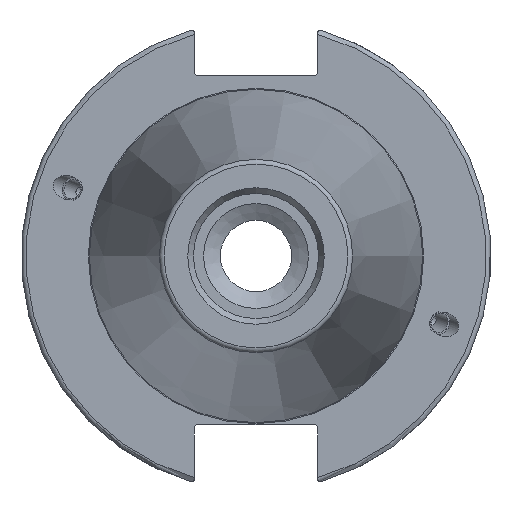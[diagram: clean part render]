
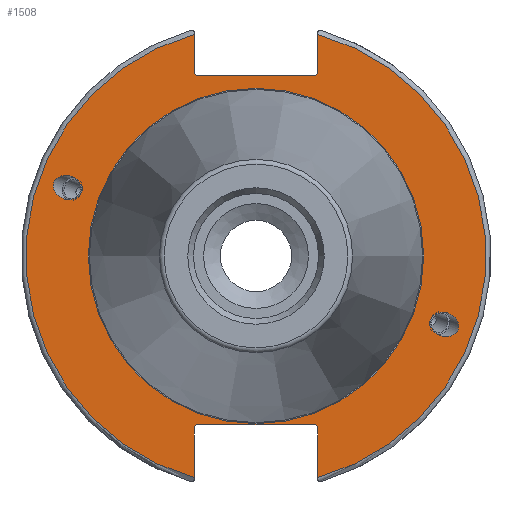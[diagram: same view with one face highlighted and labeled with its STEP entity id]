
A CAD part, left-side view. The second image highlights one B-rep face of the part: STEP entity #1508.
In plain terms, the highlighted planar face has unit normal (-1, 0, 0).
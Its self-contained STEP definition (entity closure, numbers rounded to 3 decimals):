
#85=FACE_BOUND('',#314,.T.);
#86=FACE_BOUND('',#315,.T.);
#87=FACE_BOUND('',#316,.T.);
#103=PLANE('',#1670);
#138=ELLIPSE('',#1630,3.052,2.5);
#139=ELLIPSE('',#1664,3.052,2.5);
#210=FACE_OUTER_BOUND('',#313,.T.);
#313=EDGE_LOOP('',(#1214,#1215,#1216,#1217,#1218,#1219,#1220,#1221,#1222,
#1223,#1224,#1225));
#314=EDGE_LOOP('',(#1226));
#315=EDGE_LOOP('',(#1227));
#316=EDGE_LOOP('',(#1228));
#411=LINE('',#2800,#505);
#412=LINE('',#2802,#506);
#413=LINE('',#2804,#507);
#414=LINE('',#2806,#508);
#415=LINE('',#2808,#509);
#416=LINE('',#2812,#510);
#417=LINE('',#2814,#511);
#418=LINE('',#2816,#512);
#419=LINE('',#2818,#513);
#420=LINE('',#2819,#514);
#505=VECTOR('',#1981,10.);
#506=VECTOR('',#1982,10.);
#507=VECTOR('',#1983,10.);
#508=VECTOR('',#1984,10.);
#509=VECTOR('',#1985,10.);
#510=VECTOR('',#1988,10.);
#511=VECTOR('',#1989,10.);
#512=VECTOR('',#1990,10.);
#513=VECTOR('',#1991,10.);
#514=VECTOR('',#1992,10.);
#598=CIRCLE('',#1668,35.125);
#600=CIRCLE('',#1671,48.213);
#601=CIRCLE('',#1672,48.213);
#682=VERTEX_POINT('',#2525);
#720=VERTEX_POINT('',#2784);
#723=VERTEX_POINT('',#2791);
#724=VERTEX_POINT('',#2796);
#725=VERTEX_POINT('',#2797);
#726=VERTEX_POINT('',#2799);
#727=VERTEX_POINT('',#2801);
#728=VERTEX_POINT('',#2803);
#729=VERTEX_POINT('',#2805);
#730=VERTEX_POINT('',#2807);
#731=VERTEX_POINT('',#2809);
#732=VERTEX_POINT('',#2811);
#733=VERTEX_POINT('',#2813);
#734=VERTEX_POINT('',#2815);
#735=VERTEX_POINT('',#2817);
#850=EDGE_CURVE('',#682,#682,#138,.T.);
#901=EDGE_CURVE('',#720,#720,#139,.T.);
#904=EDGE_CURVE('',#723,#723,#598,.T.);
#906=EDGE_CURVE('',#724,#725,#600,.T.);
#907=EDGE_CURVE('',#724,#726,#411,.T.);
#908=EDGE_CURVE('',#727,#726,#412,.T.);
#909=EDGE_CURVE('',#727,#728,#413,.T.);
#910=EDGE_CURVE('',#729,#728,#414,.T.);
#911=EDGE_CURVE('',#729,#730,#415,.T.);
#912=EDGE_CURVE('',#731,#730,#601,.T.);
#913=EDGE_CURVE('',#731,#732,#416,.T.);
#914=EDGE_CURVE('',#733,#732,#417,.T.);
#915=EDGE_CURVE('',#733,#734,#418,.T.);
#916=EDGE_CURVE('',#735,#734,#419,.T.);
#917=EDGE_CURVE('',#735,#725,#420,.T.);
#1214=ORIENTED_EDGE('',*,*,#906,.F.);
#1215=ORIENTED_EDGE('',*,*,#907,.T.);
#1216=ORIENTED_EDGE('',*,*,#908,.F.);
#1217=ORIENTED_EDGE('',*,*,#909,.T.);
#1218=ORIENTED_EDGE('',*,*,#910,.F.);
#1219=ORIENTED_EDGE('',*,*,#911,.T.);
#1220=ORIENTED_EDGE('',*,*,#912,.F.);
#1221=ORIENTED_EDGE('',*,*,#913,.T.);
#1222=ORIENTED_EDGE('',*,*,#914,.F.);
#1223=ORIENTED_EDGE('',*,*,#915,.T.);
#1224=ORIENTED_EDGE('',*,*,#916,.F.);
#1225=ORIENTED_EDGE('',*,*,#917,.T.);
#1226=ORIENTED_EDGE('',*,*,#850,.T.);
#1227=ORIENTED_EDGE('',*,*,#901,.T.);
#1228=ORIENTED_EDGE('',*,*,#904,.F.);
#1508=ADVANCED_FACE('',(#210,#85,#86,#87),#103,.T.);
#1630=AXIS2_PLACEMENT_3D('',#2527,#1881,#1882);
#1664=AXIS2_PLACEMENT_3D('',#2786,#1965,#1966);
#1668=AXIS2_PLACEMENT_3D('',#2793,#1973,#1974);
#1670=AXIS2_PLACEMENT_3D('',#2795,#1977,#1978);
#1671=AXIS2_PLACEMENT_3D('',#2798,#1979,#1980);
#1672=AXIS2_PLACEMENT_3D('',#2810,#1986,#1987);
#1881=DIRECTION('center_axis',(1.,0.,0.));
#1882=DIRECTION('ref_axis',(0.,-0.94,-0.342));
#1965=DIRECTION('center_axis',(1.,0.,0.));
#1966=DIRECTION('ref_axis',(0.,0.94,0.342));
#1973=DIRECTION('center_axis',(-1.,0.,0.));
#1974=DIRECTION('ref_axis',(0.,-1.,0.));
#1977=DIRECTION('center_axis',(-1.,0.,0.));
#1978=DIRECTION('ref_axis',(0.,0.,1.));
#1979=DIRECTION('center_axis',(1.,0.,0.));
#1980=DIRECTION('ref_axis',(0.,-1.,0.));
#1981=DIRECTION('',(0.,0.,-1.));
#1982=DIRECTION('',(0.,-0.707,0.707));
#1983=DIRECTION('',(0.,1.,0.));
#1984=DIRECTION('',(0.,-0.707,-0.707));
#1985=DIRECTION('',(0.,0.,1.));
#1986=DIRECTION('center_axis',(1.,0.,0.));
#1987=DIRECTION('ref_axis',(0.,1.,0.));
#1988=DIRECTION('',(0.,0.,1.));
#1989=DIRECTION('',(0.,0.707,-0.707));
#1990=DIRECTION('',(0.,-1.,0.));
#1991=DIRECTION('',(0.,0.707,0.707));
#1992=DIRECTION('',(0.,0.,-1.));
#2525=CARTESIAN_POINT('',(3.175,-36.599,-13.321));
#2527=CARTESIAN_POINT('Origin',(3.175,-39.467,-14.365));
#2784=CARTESIAN_POINT('',(3.175,36.599,13.321));
#2786=CARTESIAN_POINT('Origin',(3.175,39.467,14.365));
#2791=CARTESIAN_POINT('',(3.175,0.,35.125));
#2793=CARTESIAN_POINT('Origin',(3.175,0.,0.));
#2795=CARTESIAN_POINT('Origin',(3.175,49.213,0.));
#2796=CARTESIAN_POINT('',(3.175,-12.95,46.441));
#2797=CARTESIAN_POINT('',(3.175,-12.95,-46.441));
#2798=CARTESIAN_POINT('Origin',(3.175,0.,0.));
#2799=CARTESIAN_POINT('',(3.175,-12.95,38.219));
#2800=CARTESIAN_POINT('',(3.175,-12.95,18.86));
#2801=CARTESIAN_POINT('',(3.175,-12.45,37.719));
#2802=CARTESIAN_POINT('',(3.175,12.27,12.999));
#2803=CARTESIAN_POINT('',(3.175,12.45,37.719));
#2804=CARTESIAN_POINT('',(3.175,24.606,37.719));
#2805=CARTESIAN_POINT('',(3.175,12.95,38.219));
#2806=CARTESIAN_POINT('',(3.175,12.336,37.605));
#2807=CARTESIAN_POINT('',(3.175,12.95,46.441));
#2808=CARTESIAN_POINT('',(3.175,12.95,18.86));
#2809=CARTESIAN_POINT('',(3.175,12.95,-46.441));
#2810=CARTESIAN_POINT('Origin',(3.175,0.,0.));
#2811=CARTESIAN_POINT('',(3.175,12.95,-35.806));
#2812=CARTESIAN_POINT('',(3.175,12.95,-17.653));
#2813=CARTESIAN_POINT('',(3.175,12.45,-35.306));
#2814=CARTESIAN_POINT('',(3.175,12.939,-35.795));
#2815=CARTESIAN_POINT('',(3.175,-12.45,-35.306));
#2816=CARTESIAN_POINT('',(3.175,24.606,-35.306));
#2817=CARTESIAN_POINT('',(3.175,-12.95,-35.806));
#2818=CARTESIAN_POINT('',(3.175,11.667,-11.189));
#2819=CARTESIAN_POINT('',(3.175,-12.95,-17.653));
